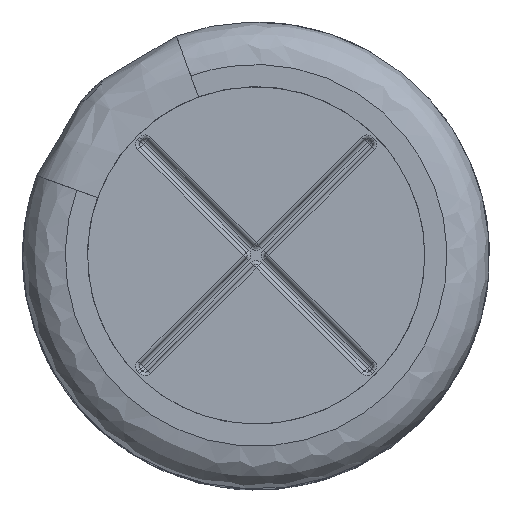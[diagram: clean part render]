
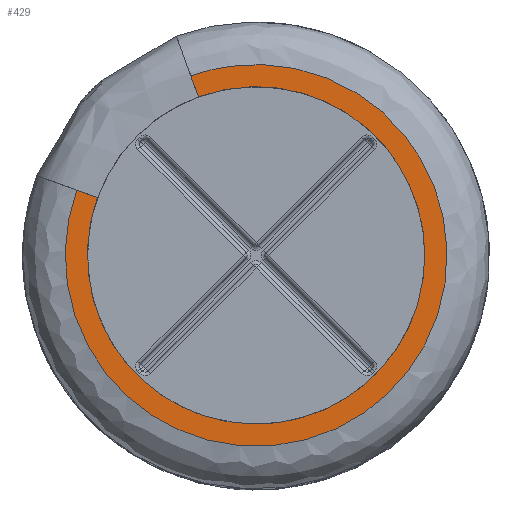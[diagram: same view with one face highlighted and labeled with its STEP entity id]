
A CAD part, top view. The second image highlights one B-rep face of the part: STEP entity #429.
In plain terms, the highlighted planar face has unit normal (0, 0, 1).
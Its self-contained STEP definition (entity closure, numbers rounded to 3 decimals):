
#43=PLANE('',#2968);
#429=ADVANCED_FACE('',(#579),#43,.T.);
#579=FACE_OUTER_BOUND('',#731,.T.);
#731=EDGE_LOOP('',(#960,#961,#962,#963));
#960=ORIENTED_EDGE('',*,*,#1631,.T.);
#961=ORIENTED_EDGE('',*,*,#1637,.T.);
#962=ORIENTED_EDGE('',*,*,#1622,.T.);
#963=ORIENTED_EDGE('',*,*,#1634,.T.);
#1622=EDGE_CURVE('',#2526,#2527,#2254,.T.);
#1631=EDGE_CURVE('',#2531,#2532,#2260,.T.);
#1634=EDGE_CURVE('',#2527,#2531,#2051,.T.);
#1637=EDGE_CURVE('',#2532,#2526,#2054,.T.);
#2051=B_SPLINE_CURVE_WITH_KNOTS('',1,(#4076,#4077),.UNSPECIFIED.,.F.,.F.,
(2,2),(0.01,0.31),.UNSPECIFIED.);
#2054=B_SPLINE_CURVE_WITH_KNOTS('',1,(#4082,#4083),.UNSPECIFIED.,.F.,.F.,
(2,2),(-0.31,-0.01),.UNSPECIFIED.);
#2254=(
BOUNDED_CURVE()
B_SPLINE_CURVE(2,(#4027,#4028,#4029,#4030,#4031,#4032,#4033,#4034,#4035),
 .UNSPECIFIED.,.F.,.F.)
B_SPLINE_CURVE_WITH_KNOTS((3,2,2,2,3),(-12.309,-9.232,
-6.154,-3.077,0.),.UNSPECIFIED.)
CURVE()
GEOMETRIC_REPRESENTATION_ITEM()
RATIONAL_B_SPLINE_CURVE((1.,0.78,1.,0.78,1.,0.78,
1.,0.78,1.))
REPRESENTATION_ITEM('')
);
#2260=(
BOUNDED_CURVE()
B_SPLINE_CURVE(2,(#4063,#4064,#4065,#4066,#4067,#4068,#4069,#4070,#4071),
 .UNSPECIFIED.,.F.,.F.)
B_SPLINE_CURVE_WITH_KNOTS((3,2,2,2,3),(-16.181,-12.697,
-9.214,-5.731,-2.247),.UNSPECIFIED.)
CURVE()
GEOMETRIC_REPRESENTATION_ITEM()
RATIONAL_B_SPLINE_CURVE((1.,0.78,1.,0.78,1.,0.78,
1.,0.78,1.))
REPRESENTATION_ITEM('')
);
#2526=VERTEX_POINT('',#3805);
#2527=VERTEX_POINT('',#3806);
#2531=VERTEX_POINT('',#3810);
#2532=VERTEX_POINT('',#3811);
#2968=AXIS2_PLACEMENT_3D('',#3679,#3003,$);
#3003=DIRECTION('',(0.,0.,1.));
#3679=CARTESIAN_POINT('',(-4.527,-0.515,11.23));
#3805=CARTESIAN_POINT('',(-0.778,2.138,11.23));
#3806=CARTESIAN_POINT('',(-2.138,0.778,11.23));
#3810=CARTESIAN_POINT('',(-2.42,0.881,11.23));
#3811=CARTESIAN_POINT('',(-0.881,2.42,11.23));
#4027=CARTESIAN_POINT('',(-0.778,2.138,11.23));
#4028=CARTESIAN_POINT('',(0.938,2.762,11.23));
#4029=CARTESIAN_POINT('',(1.919,1.222,11.23));
#4030=CARTESIAN_POINT('',(2.9,-0.318,11.23));
#4031=CARTESIAN_POINT('',(1.609,-1.609,11.23));
#4032=CARTESIAN_POINT('',(0.318,-2.9,11.23));
#4033=CARTESIAN_POINT('',(-1.222,-1.919,11.23));
#4034=CARTESIAN_POINT('',(-2.762,-0.938,11.23));
#4035=CARTESIAN_POINT('',(-2.138,0.778,11.23));
#4063=CARTESIAN_POINT('',(-2.42,0.881,11.23));
#4064=CARTESIAN_POINT('',(-3.127,-1.061,11.23));
#4065=CARTESIAN_POINT('',(-1.384,-2.172,11.23));
#4066=CARTESIAN_POINT('',(0.359,-3.282,11.23));
#4067=CARTESIAN_POINT('',(1.821,-1.821,11.23));
#4068=CARTESIAN_POINT('',(3.282,-0.359,11.23));
#4069=CARTESIAN_POINT('',(2.172,1.384,11.23));
#4070=CARTESIAN_POINT('',(1.061,3.127,11.23));
#4071=CARTESIAN_POINT('',(-0.881,2.42,11.23));
#4076=CARTESIAN_POINT('',(-2.138,0.778,11.23));
#4077=CARTESIAN_POINT('',(-2.42,0.881,11.23));
#4082=CARTESIAN_POINT('',(-0.881,2.42,11.23));
#4083=CARTESIAN_POINT('',(-0.778,2.138,11.23));
